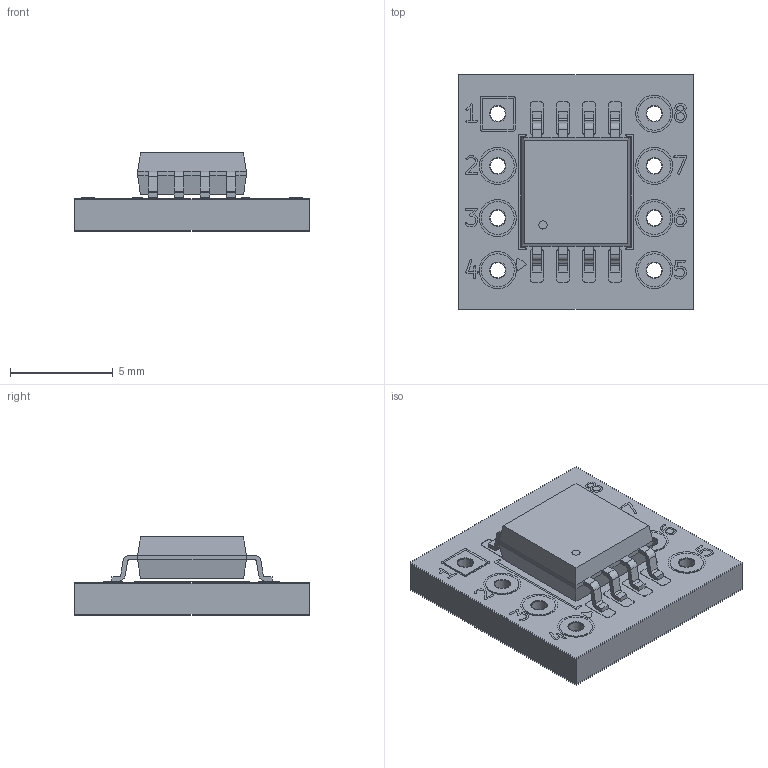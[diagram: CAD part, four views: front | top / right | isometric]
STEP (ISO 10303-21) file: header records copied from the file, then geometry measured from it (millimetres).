
FILE_DESCRIPTION(('KiCad electronic assembly'),'2;1');
FILE_NAME('Adapter-Board_SOP8_to_DIP8.step','2025-08-23T13:35:09',( 'Pcbnew'),('Kicad'),'Open CASCADE STEP processor 7.9', 'KiCad to STEP converter','Unknown');
FILE_SCHEMA(('AUTOMOTIVE_DESIGN { 1 0 10303 214 1 1 1 1 }'));
Length unit declared in the file: millimetre
Products named in the file (6): Adapter-Board_SOP8_to_DIP8 1; SOIC-8_5.3x5.3mm_P1.27mm; Adapter-Board_SOP8_to_DIP8_pad; Adapter-Board_SOP8_to_DIP8_silkscreen; Adapter-Board_SOP8_to_DIP8_soldermask; Adapter-Board_SOP8_to_DIP8_PCB
Assembly tree (5 placements, depth 2):
  Adapter-Board_SOP8_to_DIP8 1
    SOIC-8_5.3x5.3mm_P1.27mm
    Adapter-Board_SOP8_to_DIP8_pad
    Adapter-Board_SOP8_to_DIP8_silkscreen
    Adapter-Board_SOP8_to_DIP8_soldermask
    Adapter-Board_SOP8_to_DIP8_PCB
Bounding box: 11.43 x 11.43 x 3.81 mm (x, y, z)
Volume: 248.7 mm3; surface area: 818 mm2
Topology: 34 solids, 47 shells, 344 faces, 1053 edges, 791 vertices
Faces by surface type: plane 218, cylinder 118, bspline 8
Full cylindrical faces by diameter (mm): 0.75 x24, 0.8 x16, 1.6 x14
Entity records: 13696 total; most frequent: CARTESIAN_POINT 2230, DIRECTION 2073, ORIENTED_EDGE 1803, EDGE_CURVE 1053, VERTEX_POINT 791, LINE 693, VECTOR 693, AXIS2_PLACEMENT_3D 690
